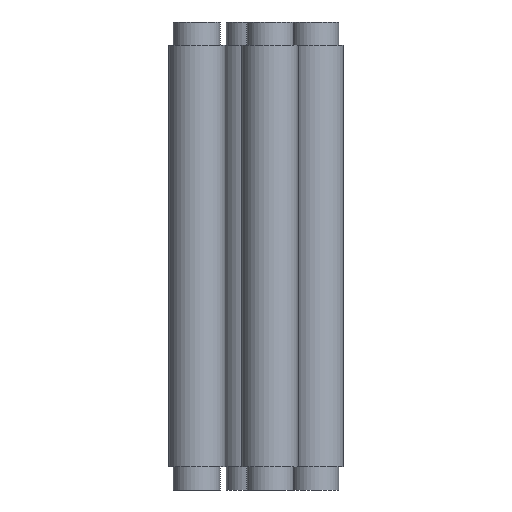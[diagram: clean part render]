
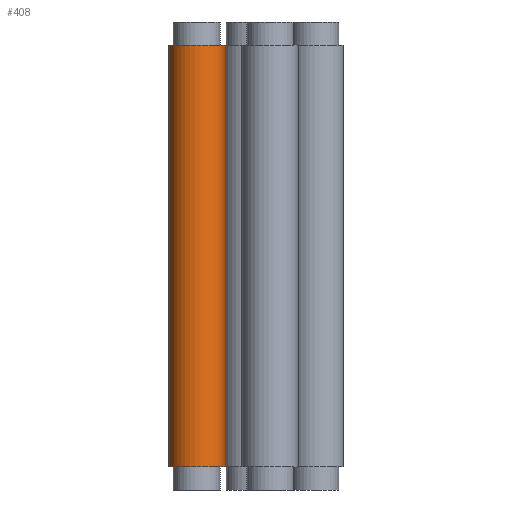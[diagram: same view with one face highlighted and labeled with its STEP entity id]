
A CAD part, front view. The second image highlights one B-rep face of the part: STEP entity #408.
In plain terms, the highlighted cylindrical face has radius 30 mm (diameter 60 mm), a full revolution.
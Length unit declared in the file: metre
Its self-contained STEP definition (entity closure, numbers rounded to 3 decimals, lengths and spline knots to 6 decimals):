
#72=ORIENTED_EDGE('',*,*,#138,.F.);
#73=ORIENTED_EDGE('',*,*,#139,.T.);
#138=EDGE_CURVE('',#174,#174,#210,.T.);
#139=EDGE_CURVE('',#175,#175,#211,.T.);
#174=VERTEX_POINT('',#875);
#175=VERTEX_POINT('',#877);
#210=CIRCLE('',#596,0.03);
#211=CIRCLE('',#597,0.03);
#252=EDGE_LOOP('',(#72));
#253=EDGE_LOOP('',(#73));
#324=FACE_BOUND('',#252,.T.);
#325=FACE_BOUND('',#253,.T.);
#386=CYLINDRICAL_SURFACE('',#595,0.03);
#408=ADVANCED_FACE('',(#324,#325),#386,.T.);
#595=AXIS2_PLACEMENT_3D('',#873,#704,#705);
#596=AXIS2_PLACEMENT_3D('',#874,#706,#707);
#597=AXIS2_PLACEMENT_3D('',#876,#708,#709);
#704=DIRECTION('',(0.,0.,-1.));
#705=DIRECTION('',(0.809,0.588,0.));
#706=DIRECTION('',(0.,0.,1.));
#707=DIRECTION('',(-0.809,-0.588,0.));
#708=DIRECTION('',(0.,0.,1.));
#709=DIRECTION('',(-0.809,-0.588,0.));
#873=CARTESIAN_POINT('',(-0.056631,-0.041145,0.225));
#874=CARTESIAN_POINT('',(-0.056631,-0.041145,0.225));
#875=CARTESIAN_POINT('',(-0.080902,-0.058779,0.225));
#876=CARTESIAN_POINT('',(-0.056631,-0.041145,-0.225));
#877=CARTESIAN_POINT('',(-0.080902,-0.058779,-0.225));
